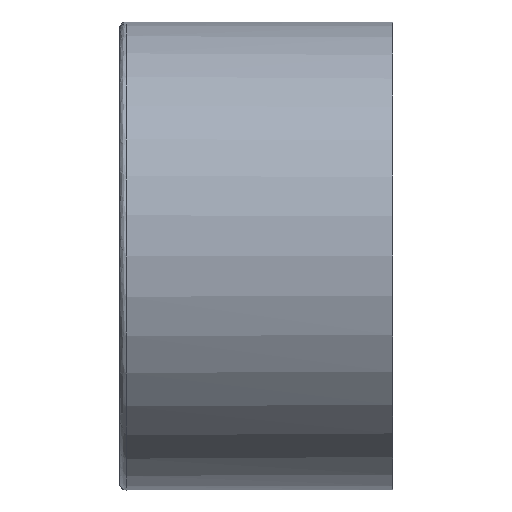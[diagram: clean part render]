
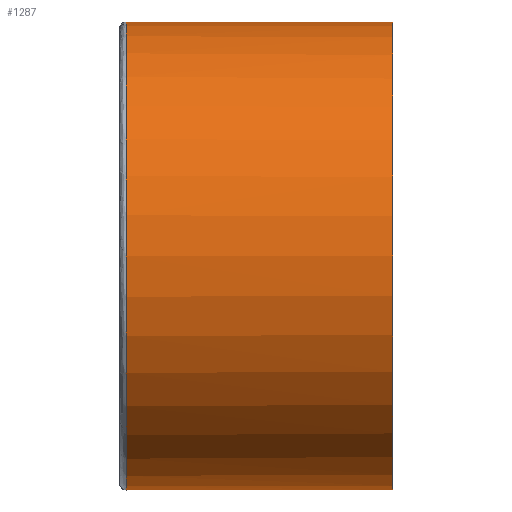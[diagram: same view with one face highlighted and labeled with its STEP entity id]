
A CAD part, left-side view. The second image highlights one B-rep face of the part: STEP entity #1287.
In plain terms, the highlighted cylindrical face has radius 3.6 mm (diameter 7.2 mm), a full revolution.
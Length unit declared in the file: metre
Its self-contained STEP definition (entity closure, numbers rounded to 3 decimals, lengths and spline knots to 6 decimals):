
#99=CYLINDRICAL_SURFACE('',#1384,0.0036);
#141=CIRCLE('',#1371,0.0036);
#150=CIRCLE('',#1385,0.0036);
#151=CIRCLE('',#1386,0.0036);
#250=ORIENTED_EDGE('',*,*,#656,.T.);
#251=ORIENTED_EDGE('',*,*,#657,.T.);
#252=ORIENTED_EDGE('',*,*,#658,.T.);
#253=ORIENTED_EDGE('',*,*,#646,.F.);
#254=ORIENTED_EDGE('',*,*,#659,.T.);
#646=EDGE_CURVE('',#851,#852,#141,.T.);
#656=EDGE_CURVE('',#851,#861,#993,.F.);
#657=EDGE_CURVE('',#861,#862,#150,.F.);
#658=EDGE_CURVE('',#862,#852,#994,.T.);
#659=EDGE_CURVE('',#863,#863,#151,.T.);
#851=VERTEX_POINT('',#1929);
#852=VERTEX_POINT('',#1931);
#861=VERTEX_POINT('',#1955);
#862=VERTEX_POINT('',#1957);
#863=VERTEX_POINT('',#1960);
#993=LINE('',#1954,#1043);
#994=LINE('',#1958,#1044);
#1043=VECTOR('',#1572,1.);
#1044=VECTOR('',#1575,1.);
#1103=EDGE_LOOP('',(#250,#251,#252,#253));
#1104=EDGE_LOOP('',(#254));
#1195=FACE_BOUND('',#1103,.T.);
#1196=FACE_BOUND('',#1104,.T.);
#1287=ADVANCED_FACE('',(#1195,#1196),#99,.T.);
#1371=AXIS2_PLACEMENT_3D('',#1930,#1543,#1544);
#1384=AXIS2_PLACEMENT_3D('',#1953,#1570,#1571);
#1385=AXIS2_PLACEMENT_3D('',#1956,#1573,#1574);
#1386=AXIS2_PLACEMENT_3D('',#1959,#1576,#1577);
#1543=DIRECTION('',(0.,-1.,0.));
#1544=DIRECTION('',(1.,0.,0.));
#1570=DIRECTION('',(0.,-1.,0.));
#1571=DIRECTION('',(1.,0.,0.));
#1572=DIRECTION('',(0.,-1.,0.));
#1573=DIRECTION('',(0.,-1.,0.));
#1574=DIRECTION('',(1.,0.,0.));
#1575=DIRECTION('',(0.,-1.,0.));
#1576=DIRECTION('',(0.,-1.,0.));
#1577=DIRECTION('',(1.,0.,0.));
#1929=CARTESIAN_POINT('',(0.019027,-0.0042,0.008828));
#1930=CARTESIAN_POINT('',(0.0168,-0.0042,0.006));
#1931=CARTESIAN_POINT('',(0.019027,-0.0042,0.003172));
#1953=CARTESIAN_POINT('',(0.0168,-0.0031,0.006));
#1954=CARTESIAN_POINT('',(0.019027,-0.0031,0.008828));
#1955=CARTESIAN_POINT('',(0.019027,-0.0026,0.008828));
#1956=CARTESIAN_POINT('',(0.0168,-0.0026,0.006));
#1957=CARTESIAN_POINT('',(0.019027,-0.0026,0.003172));
#1958=CARTESIAN_POINT('',(0.019027,-0.0031,0.003172));
#1959=CARTESIAN_POINT('',(0.0168,-0.0001,0.006));
#1960=CARTESIAN_POINT('',(0.0204,-0.0001,0.006));
